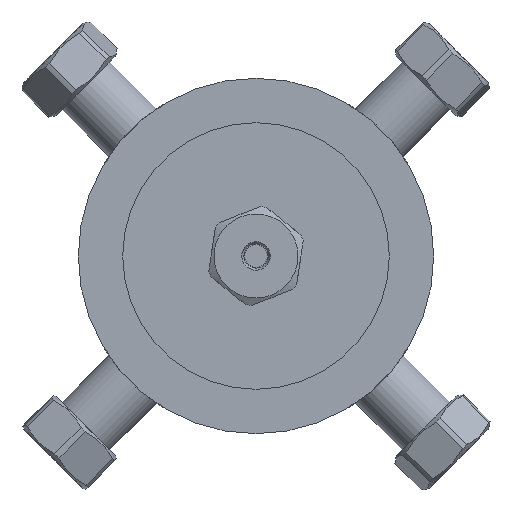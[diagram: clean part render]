
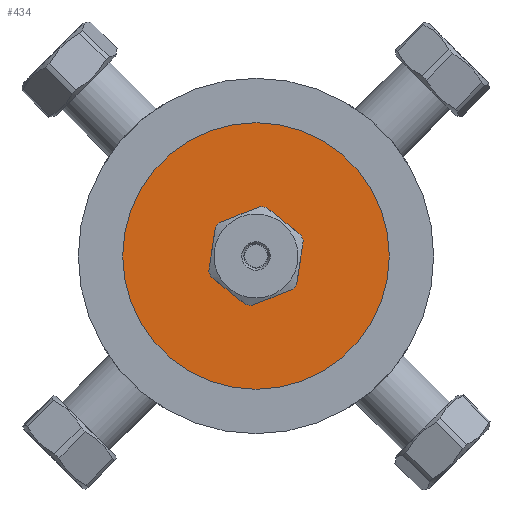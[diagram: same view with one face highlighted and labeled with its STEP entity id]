
A CAD part, left-side view. The second image highlights one B-rep face of the part: STEP entity #434.
In plain terms, the highlighted planar face has unit normal (-1, 0, 0).
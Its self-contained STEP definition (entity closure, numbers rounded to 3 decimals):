
#407=CARTESIAN_POINT('',(0.0,4.763,0.0));
#408=DIRECTION('',(-1.0,0.0,0.0));
#409=DIRECTION('',(0.0,0.0,1.0));
#410=AXIS2_PLACEMENT_3D('',#407,#408,#409);
#411=PLANE('',#410);
#412=CARTESIAN_POINT('',(0.0,9.525,0.0));
#413=VERTEX_POINT('',#412);
#414=CARTESIAN_POINT('',(0.,0.,0.0));
#415=DIRECTION('',(1.0,0.0,0.0));
#416=DIRECTION('',(0.0,1.0,0.0));
#417=AXIS2_PLACEMENT_3D('',#414,#415,#416);
#418=CIRCLE('',#417,9.525);
#419=EDGE_CURVE('',#413,#413,#418,.T.);
#420=ORIENTED_EDGE('',*,*,#419,.F.);
#421=EDGE_LOOP('',(#420));
#422=FACE_OUTER_BOUND('',#421,.T.);
#423=CARTESIAN_POINT('',(0.,-2.45,0.0));
#424=VERTEX_POINT('',#423);
#425=CARTESIAN_POINT('',(0.,0.,0.0));
#426=DIRECTION('',(1.0,0.0,0.0));
#427=DIRECTION('',(0.0,-1.0,0.0));
#428=AXIS2_PLACEMENT_3D('',#425,#426,#427);
#429=CIRCLE('',#428,2.45);
#430=EDGE_CURVE('',#424,#424,#429,.T.);
#431=ORIENTED_EDGE('',*,*,#430,.T.);
#432=EDGE_LOOP('',(#431));
#433=FACE_BOUND('',#432,.T.);
#434=ADVANCED_FACE('',(#422,#433),#411,.T.);
